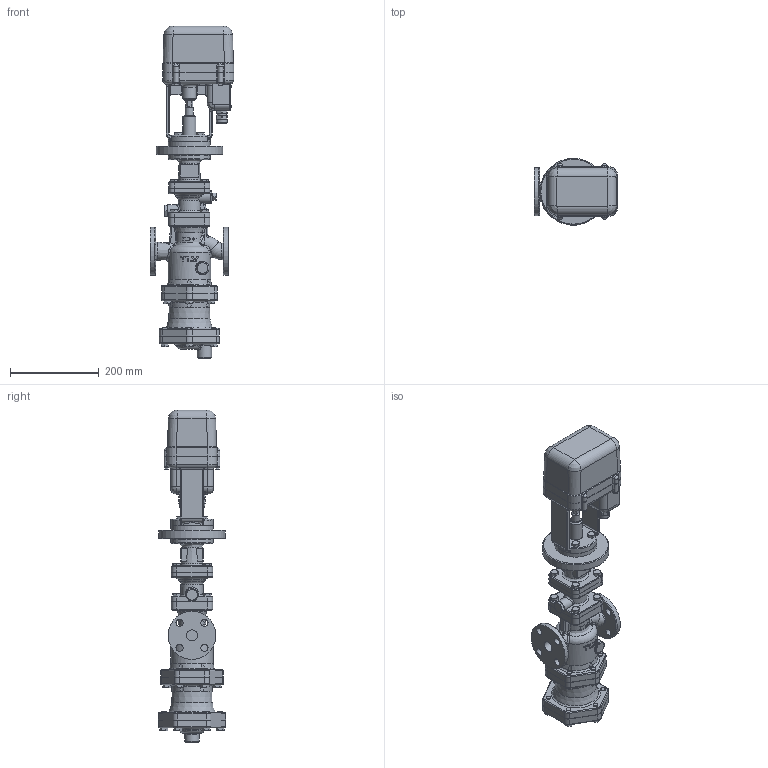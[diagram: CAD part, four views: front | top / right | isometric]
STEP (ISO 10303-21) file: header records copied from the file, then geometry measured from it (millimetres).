
FILE_DESCRIPTION((''),'2;1');
FILE_NAME('ccs3x-025-a0125-00.stp','2010-06-24T11:06:55',('nakaot'),(''),'Autodesk Inventor 2008','Autodesk Inventor 2008','');
FILE_SCHEMA(('AUTOMOTIVE_DESIGN { 1 0 10303 214 1 1 1 1 }'));
Length unit declared in the file: millimetre
Products named in the file (1): ccs3x-025-a0125-00
Bounding box: 188 x 152.01 x 747 mm (x, y, z)
Volume: 6469940.5 mm3; surface area: 606748.2 mm2
Topology: 3 solids, 3 shells, 1560 faces, 3731 edges, 2284 vertices
Faces by surface type: plane 594, cylinder 375, bspline 360, cone 135, torus 84, sphere 12
Full cylindrical faces by diameter (mm): 4.6 x4, 5.3 x4, 6 x8, 7 x4, 10 x48, 18 x1, 20 x2, 23 x1, 24 x2, 27 x1, 30 x2, 32 x2, 37 x1, 50 x2, 62.069 x1, 70 x1, 90 x1, 95 x3, 96 x1, 108 x2, 150 x1
Entity records: 75344 total; most frequent: CARTESIAN_POINT 42318, ORIENTED_EDGE 6932, DIRECTION 6375, EDGE_CURVE 3466, AXIS2_PLACEMENT_3D 2490, VERTEX_POINT 2221, EDGE_LOOP 1951, FACE_OUTER_BOUND 1560
